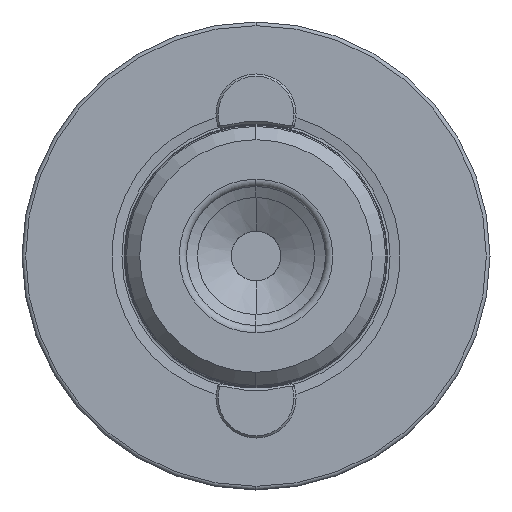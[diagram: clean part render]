
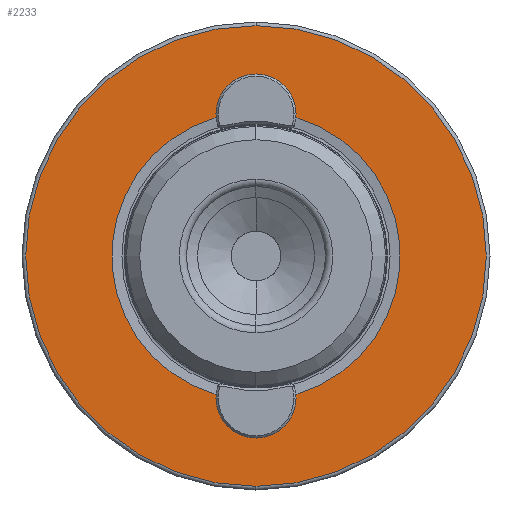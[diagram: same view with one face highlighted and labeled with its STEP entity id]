
A CAD part, left-side view. The second image highlights one B-rep face of the part: STEP entity #2233.
In plain terms, the highlighted planar face has unit normal (-1, 0, 0).
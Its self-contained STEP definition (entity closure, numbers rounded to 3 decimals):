
#96 = AXIS2_PLACEMENT_3D ( 'NONE', #1680, #5594, #2246 ) ;
#108 = CARTESIAN_POINT ( 'NONE',  ( 0., 0., 0. ) ) ;
#261 = EDGE_CURVE ( 'NONE', #1791, #294, #6855, .T. ) ;
#277 = ORIENTED_EDGE ( 'NONE', *, *, #261, .T. ) ;
#294 = VERTEX_POINT ( 'NONE', #5565 ) ;
#346 = AXIS2_PLACEMENT_3D ( 'NONE', #2270, #4660, #4639 ) ;
#426 = CARTESIAN_POINT ( 'NONE',  ( 0., 0., 24.5 ) ) ;
#443 = DIRECTION ( 'NONE',  ( 0., 0., 1. ) ) ;
#463 = CARTESIAN_POINT ( 'NONE',  ( 0., 0., 0. ) ) ;
#531 = CIRCLE ( 'NONE', #3286, 3. ) ;
#562 = PLANE ( 'NONE',  #346 ) ;
#624 = ORIENTED_EDGE ( 'NONE', *, *, #2446, .F. ) ;
#667 = DIRECTION ( 'NONE',  ( 0., 0., 1. ) ) ;
#1020 = DIRECTION ( 'NONE',  ( 0., 0., 1. ) ) ;
#1220 = AXIS2_PLACEMENT_3D ( 'NONE', #5514, #5557, #6884 ) ;
#1299 = CIRCLE ( 'NONE', #96, 3. ) ;
#1473 = AXIS2_PLACEMENT_3D ( 'NONE', #463, #4387, #1020 ) ;
#1616 = VERTEX_POINT ( 'NONE', #4759 ) ;
#1680 = CARTESIAN_POINT ( 'NONE',  ( 0., 0., -21.5 ) ) ;
#1753 = VERTEX_POINT ( 'NONE', #5653 ) ;
#1754 = ORIENTED_EDGE ( 'NONE', *, *, #5246, .T. ) ;
#1791 = VERTEX_POINT ( 'NONE', #2505 ) ;
#1855 = DIRECTION ( 'NONE',  ( -1., 0., 0. ) ) ;
#1957 = VERTEX_POINT ( 'NONE', #5196 ) ;
#1972 = DIRECTION ( 'NONE',  ( -1., 0., 0. ) ) ;
#2233 = ADVANCED_FACE ( 'NONE', ( #5459, #2647 ), #562, .F. ) ;
#2246 = DIRECTION ( 'NONE',  ( 0., 0., 1. ) ) ;
#2270 = CARTESIAN_POINT ( 'NONE',  ( 0., 0., -19.715 ) ) ;
#2446 = EDGE_CURVE ( 'NONE', #1753, #5994, #6030, .T. ) ;
#2505 = CARTESIAN_POINT ( 'NONE',  ( 0., 0., -31.5 ) ) ;
#2647 = FACE_OUTER_BOUND ( 'NONE', #3898, .T. ) ;
#2783 = DIRECTION ( 'NONE',  ( -1., 0., 0. ) ) ;
#2789 = AXIS2_PLACEMENT_3D ( 'NONE', #108, #4018, #667 ) ;
#3084 = CIRCLE ( 'NONE', #2789, 19.715 ) ;
#3183 = EDGE_LOOP ( 'NONE', ( #624, #4920, #3411, #6196, #4765, #3225 ) ) ;
#3225 = ORIENTED_EDGE ( 'NONE', *, *, #7143, .F. ) ;
#3286 = AXIS2_PLACEMENT_3D ( 'NONE', #5341, #1972, #5875 ) ;
#3411 = ORIENTED_EDGE ( 'NONE', *, *, #5017, .F. ) ;
#3434 = CIRCLE ( 'NONE', #3824, 3. ) ;
#3588 = EDGE_CURVE ( 'NONE', #1957, #6566, #1299, .T. ) ;
#3792 = DIRECTION ( 'NONE',  ( -1., 0., 0. ) ) ;
#3824 = AXIS2_PLACEMENT_3D ( 'NONE', #6118, #2783, #6671 ) ;
#3898 = EDGE_LOOP ( 'NONE', ( #1754, #277 ) ) ;
#4018 = DIRECTION ( 'NONE',  ( -1., 0., 0. ) ) ;
#4249 = CIRCLE ( 'NONE', #5791, 3. ) ;
#4278 = EDGE_CURVE ( 'NONE', #6566, #1616, #3084, .T. ) ;
#4355 = EDGE_CURVE ( 'NONE', #4534, #1753, #4249, .T. ) ;
#4387 = DIRECTION ( 'NONE',  ( -1., 0., 0. ) ) ;
#4534 = VERTEX_POINT ( 'NONE', #426 ) ;
#4639 = DIRECTION ( 'NONE',  ( 0., 0., -1. ) ) ;
#4660 = DIRECTION ( 'NONE',  ( 1., 0., 0. ) ) ;
#4759 = CARTESIAN_POINT ( 'NONE',  ( 0., -2.305, 19.58 ) ) ;
#4765 = ORIENTED_EDGE ( 'NONE', *, *, #3588, .F. ) ;
#4874 = AXIS2_PLACEMENT_3D ( 'NONE', #7095, #3792, #443 ) ;
#4920 = ORIENTED_EDGE ( 'NONE', *, *, #4355, .F. ) ;
#5017 = EDGE_CURVE ( 'NONE', #1616, #4534, #531, .T. ) ;
#5196 = CARTESIAN_POINT ( 'NONE',  ( 0., 0., -24.5 ) ) ;
#5230 = CARTESIAN_POINT ( 'NONE',  ( 0., 0., 21.5 ) ) ;
#5246 = EDGE_CURVE ( 'NONE', #294, #1791, #5284, .T. ) ;
#5284 = CIRCLE ( 'NONE', #1473, 31.5 ) ;
#5341 = CARTESIAN_POINT ( 'NONE',  ( 0., 0., 21.5 ) ) ;
#5459 = FACE_BOUND ( 'NONE', #3183, .T. ) ;
#5514 = CARTESIAN_POINT ( 'NONE',  ( 0., 0., 0. ) ) ;
#5557 = DIRECTION ( 'NONE',  ( -1., 0., 0. ) ) ;
#5565 = CARTESIAN_POINT ( 'NONE',  ( 0., 0., 31.5 ) ) ;
#5594 = DIRECTION ( 'NONE',  ( -1., 0., 0. ) ) ;
#5653 = CARTESIAN_POINT ( 'NONE',  ( 0., 2.305, 19.58 ) ) ;
#5756 = DIRECTION ( 'NONE',  ( 0., 0., 1. ) ) ;
#5791 = AXIS2_PLACEMENT_3D ( 'NONE', #5230, #1855, #5756 ) ;
#5875 = DIRECTION ( 'NONE',  ( 0., 0., 1. ) ) ;
#5994 = VERTEX_POINT ( 'NONE', #6114 ) ;
#6030 = CIRCLE ( 'NONE', #4874, 19.715 ) ;
#6114 = CARTESIAN_POINT ( 'NONE',  ( 0., 2.305, -19.58 ) ) ;
#6118 = CARTESIAN_POINT ( 'NONE',  ( 0., 0., -21.5 ) ) ;
#6196 = ORIENTED_EDGE ( 'NONE', *, *, #4278, .F. ) ;
#6566 = VERTEX_POINT ( 'NONE', #7084 ) ;
#6671 = DIRECTION ( 'NONE',  ( 0., 0., 1. ) ) ;
#6855 = CIRCLE ( 'NONE', #1220, 31.5 ) ;
#6884 = DIRECTION ( 'NONE',  ( 0., 0., 1. ) ) ;
#7084 = CARTESIAN_POINT ( 'NONE',  ( 0., -2.305, -19.58 ) ) ;
#7095 = CARTESIAN_POINT ( 'NONE',  ( 0., 0., 0. ) ) ;
#7143 = EDGE_CURVE ( 'NONE', #5994, #1957, #3434, .T. ) ;
